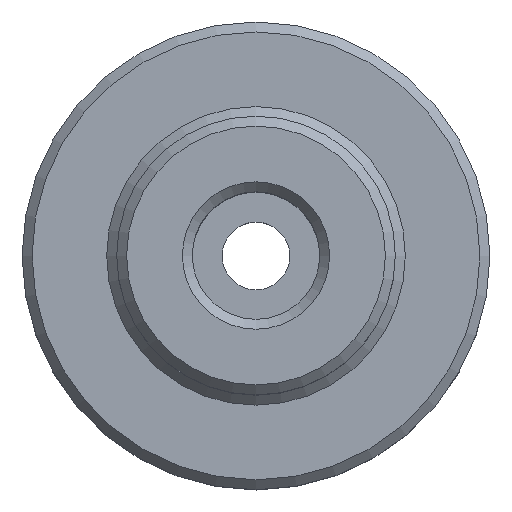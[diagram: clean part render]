
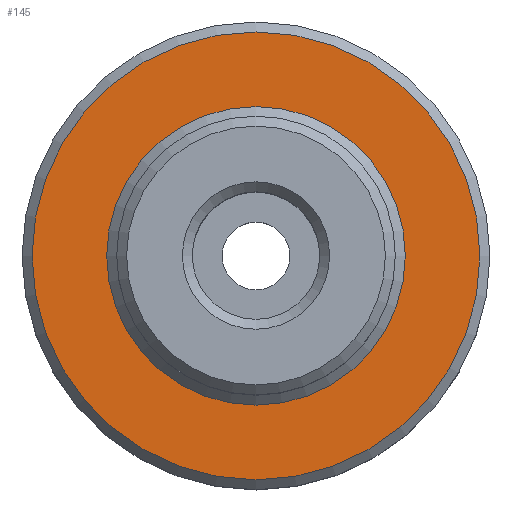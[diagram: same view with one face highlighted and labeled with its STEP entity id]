
A CAD part, top view. The second image highlights one B-rep face of the part: STEP entity #145.
In plain terms, the highlighted planar face has unit normal (0, 0, 1).
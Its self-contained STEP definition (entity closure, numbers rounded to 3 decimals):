
#126 = VERTEX_POINT('',#127);
#127 = CARTESIAN_POINT('',(0.,-3.75,3.6));
#133 = EDGE_CURVE('',#126,#126,#134,.T.);
#134 = CIRCLE('',#135,3.75);
#135 = AXIS2_PLACEMENT_3D('',#136,#137,#138);
#136 = CARTESIAN_POINT('',(0.,0.,3.6));
#137 = DIRECTION('',(0.,0.,1.));
#138 = DIRECTION('',(0.,-1.,0.));
#145 = ADVANCED_FACE('',(#146,#149),#160,.T.);
#146 = FACE_BOUND('',#147,.F.);
#147 = EDGE_LOOP('',(#148));
#148 = ORIENTED_EDGE('',*,*,#133,.T.);
#149 = FACE_BOUND('',#150,.F.);
#150 = EDGE_LOOP('',(#151));
#151 = ORIENTED_EDGE('',*,*,#152,.F.);
#152 = EDGE_CURVE('',#153,#153,#155,.T.);
#153 = VERTEX_POINT('',#154);
#154 = CARTESIAN_POINT('',(0.,-5.625,3.6));
#155 = CIRCLE('',#156,5.625);
#156 = AXIS2_PLACEMENT_3D('',#157,#158,#159);
#157 = CARTESIAN_POINT('',(0.,0.,3.6));
#158 = DIRECTION('',(0.,0.,1.));
#159 = DIRECTION('',(0.,-1.,0.));
#160 = PLANE('',#161);
#161 = AXIS2_PLACEMENT_3D('',#162,#163,#164);
#162 = CARTESIAN_POINT('',(0.,0.,3.6));
#163 = DIRECTION('',(0.,0.,1.));
#164 = DIRECTION('',(-0.,-1.,-0.));
